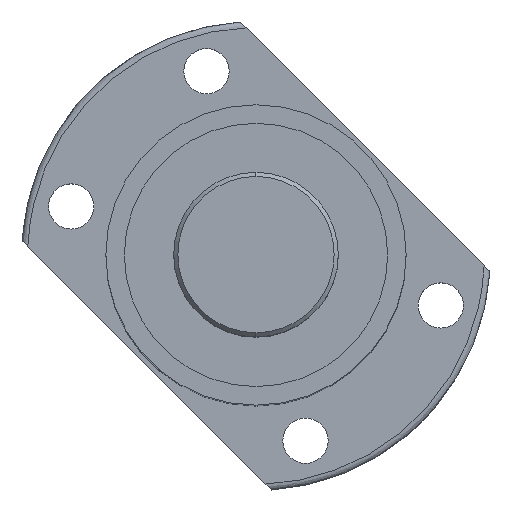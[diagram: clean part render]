
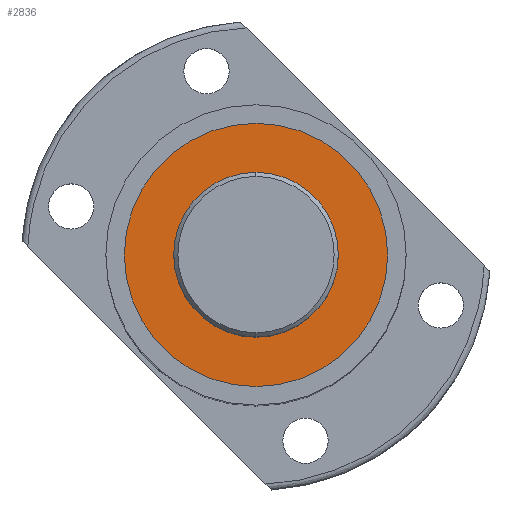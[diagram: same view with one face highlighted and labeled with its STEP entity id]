
A CAD part, top view. The second image highlights one B-rep face of the part: STEP entity #2836.
In plain terms, the highlighted planar face has unit normal (0, 0, 1).
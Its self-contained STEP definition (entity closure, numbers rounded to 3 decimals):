
#1088 = EDGE_LOOP ( 'NONE', ( #2028, #25030 ) ) ;
#1309 = CIRCLE ( 'NONE', #16731, 20. ) ;
#2028 = ORIENTED_EDGE ( 'NONE', *, *, #18045, .T. ) ;
#2183 = CIRCLE ( 'NONE', #10223, 32. ) ;
#2312 = CARTESIAN_POINT ( 'NONE',  ( -32., 56.263, 242.07 ) ) ;
#2836 = ADVANCED_FACE ( 'NONE', ( #6413, #17003 ), #16782, .T. ) ;
#3670 = VERTEX_POINT ( 'NONE', #9781 ) ;
#3734 = DIRECTION ( 'NONE',  ( 0., 0., 1. ) ) ;
#3737 = EDGE_CURVE ( 'NONE', #3670, #28360, #1309, .T. ) ;
#5151 = DIRECTION ( 'NONE',  ( 0., 0., 1. ) ) ;
#5254 = CARTESIAN_POINT ( 'NONE',  ( 0., 88.263, 242.07 ) ) ;
#6413 = FACE_OUTER_BOUND ( 'NONE', #1088, .T. ) ;
#9304 = ORIENTED_EDGE ( 'NONE', *, *, #3737, .T. ) ;
#9667 = CARTESIAN_POINT ( 'NONE',  ( 0., 56.263, 242.07 ) ) ;
#9771 = EDGE_CURVE ( 'NONE', #28360, #3670, #29010, .T. ) ;
#9781 = CARTESIAN_POINT ( 'NONE',  ( -20., 56.263, 242.07 ) ) ;
#9792 = AXIS2_PLACEMENT_3D ( 'NONE', #13362, #22742, #25188 ) ;
#10223 = AXIS2_PLACEMENT_3D ( 'NONE', #23373, #11546, #27858 ) ;
#11546 = DIRECTION ( 'NONE',  ( 0., 0., 1. ) ) ;
#12525 = DIRECTION ( 'NONE',  ( -1., 0., 0. ) ) ;
#12806 = EDGE_CURVE ( 'NONE', #26660, #23944, #14324, .T. ) ;
#13362 = CARTESIAN_POINT ( 'NONE',  ( 0., 56.263, 242.07 ) ) ;
#14324 = CIRCLE ( 'NONE', #29955, 32. ) ;
#15797 = DIRECTION ( 'NONE',  ( -1., 0., 0. ) ) ;
#16731 = AXIS2_PLACEMENT_3D ( 'NONE', #9667, #21409, #12525 ) ;
#16782 = PLANE ( 'NONE',  #26725 ) ;
#17003 = FACE_BOUND ( 'NONE', #20282, .T. ) ;
#17703 = CARTESIAN_POINT ( 'NONE',  ( 20., 56.263, 242.07 ) ) ;
#18045 = EDGE_CURVE ( 'NONE', #23944, #26660, #2183, .T. ) ;
#20282 = EDGE_LOOP ( 'NONE', ( #9304, #23867 ) ) ;
#21409 = DIRECTION ( 'NONE',  ( 0., 0., -1. ) ) ;
#22742 = DIRECTION ( 'NONE',  ( 0., 0., -1. ) ) ;
#22862 = CARTESIAN_POINT ( 'NONE',  ( 0., 56.263, 242.07 ) ) ;
#23373 = CARTESIAN_POINT ( 'NONE',  ( 0., 56.263, 242.07 ) ) ;
#23867 = ORIENTED_EDGE ( 'NONE', *, *, #9771, .T. ) ;
#23944 = VERTEX_POINT ( 'NONE', #2312 ) ;
#25030 = ORIENTED_EDGE ( 'NONE', *, *, #12806, .T. ) ;
#25188 = DIRECTION ( 'NONE',  ( -1., 0., 0. ) ) ;
#26660 = VERTEX_POINT ( 'NONE', #26707 ) ;
#26707 = CARTESIAN_POINT ( 'NONE',  ( 32., 56.263, 242.07 ) ) ;
#26725 = AXIS2_PLACEMENT_3D ( 'NONE', #5254, #5151, #28461 ) ;
#27858 = DIRECTION ( 'NONE',  ( -1., 0., 0. ) ) ;
#28360 = VERTEX_POINT ( 'NONE', #17703 ) ;
#28461 = DIRECTION ( 'NONE',  ( 1., 0., 0. ) ) ;
#29010 = CIRCLE ( 'NONE', #9792, 20. ) ;
#29955 = AXIS2_PLACEMENT_3D ( 'NONE', #22862, #3734, #15797 ) ;
